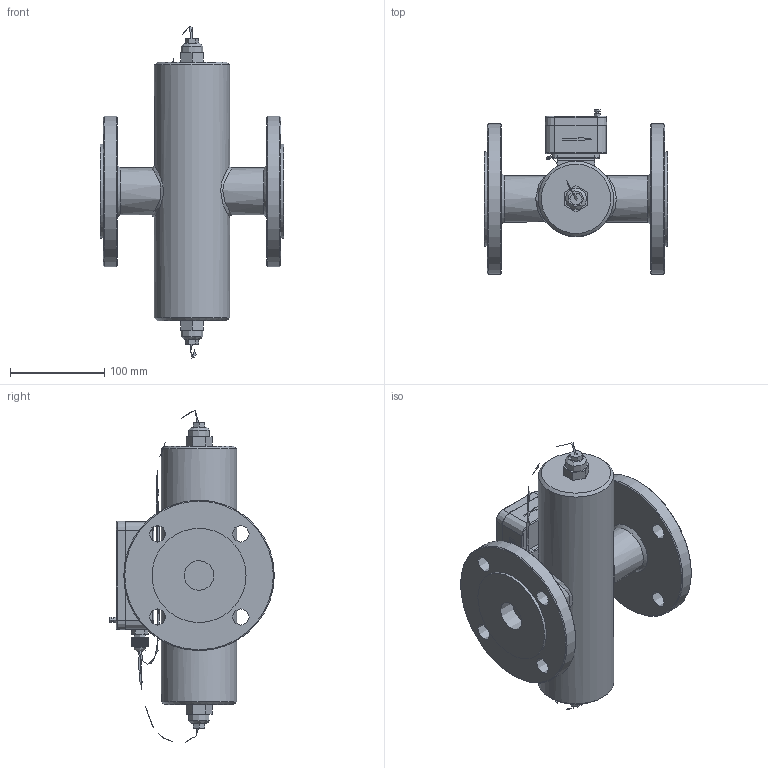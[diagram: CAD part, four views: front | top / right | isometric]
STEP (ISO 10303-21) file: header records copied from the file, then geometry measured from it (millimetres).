
FILE_DESCRIPTION(/* description */ (''),/* implementation_level */ '2;1');
FILE_NAME(/* name */ 'КрестообразныйЭСДУ-01 крестообразный_DN25..DN32.stp',/* time_stamp */ '2015-07-29T08:29:20+03:00',/* author */ ('ZavodPSI'),/* organization */ (''),/* preprocessor_version */ 'ST-DEVELOPER v15.6',/* originating_system */ 'Autodesk Inventor 2015',/* authorisation */ '');
FILE_SCHEMA (('AUTOMOTIVE_DESIGN { 1 0 10303 214 3 1 1 }'));
Length unit declared in the file: millimetre
Products named in the file (1): ЭСДУ-01 \X2\043A0440043504410442043E
_DN25..DN32
Bounding box: 195 x 175 x 352.99 mm (x, y, z)
Volume: 2476529.5 mm3; surface area: 249388.6 mm2
Topology: 36 solids, 36 shells, 733 faces, 1870 edges, 1229 vertices
Faces by surface type: plane 517, cylinder 157, bspline 41, torus 14, cone 4
Full cylindrical faces by diameter (mm): 2 x1, 4 x3, 6 x2, 12 x2, 14 x2, 18 x8, 23 x2, 32 x2, 50 x2, 80 x1, 100 x2, 160 x2
Entity records: 26185 total; most frequent: CARTESIAN_POINT 7724, ORIENTED_EDGE 3660, DIRECTION 3486, EDGE_CURVE 1830, LINE 1408, VECTOR 1408, VERTEX_POINT 1229, AXIS2_PLACEMENT_3D 1039
